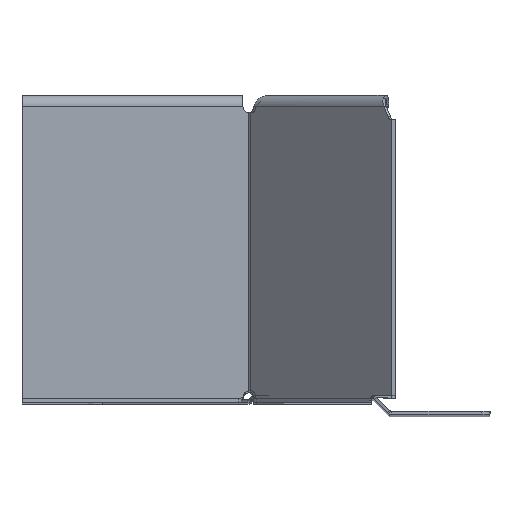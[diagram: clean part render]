
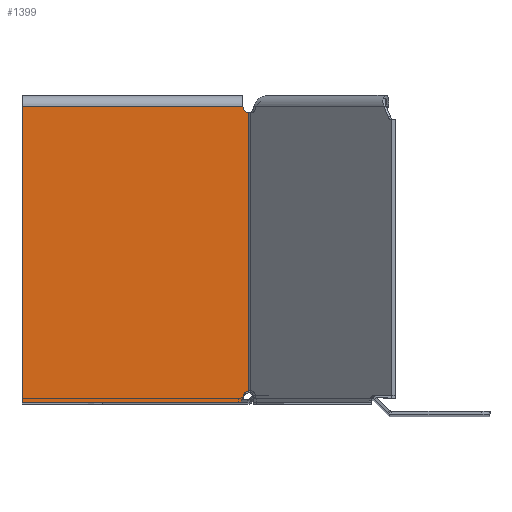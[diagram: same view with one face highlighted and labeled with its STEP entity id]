
A CAD part, top view. The second image highlights one B-rep face of the part: STEP entity #1399.
In plain terms, the highlighted face is planar.
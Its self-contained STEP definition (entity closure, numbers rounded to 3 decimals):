
#36 = ORIENTED_EDGE ( 'NONE', *, *, #1089, .F. ) ;
#56 = ORIENTED_EDGE ( 'NONE', *, *, #4253, .F. ) ;
#77 = VERTEX_POINT ( 'NONE', #4221 ) ;
#163 = CARTESIAN_POINT ( 'NONE',  ( -79.049, 3.985, -6.75 ) ) ;
#341 = CARTESIAN_POINT ( 'NONE',  ( -79.187, 101., -6.75 ) ) ;
#509 = CARTESIAN_POINT ( 'NONE',  ( -78.98, 101.031, -6.75 ) ) ;
#510 = DIRECTION ( 'NONE',  ( -1., 0., 0. ) ) ;
#572 = EDGE_CURVE ( 'NONE', #5702, #1265, #5227, .T. ) ;
#687 = CARTESIAN_POINT ( 'NONE',  ( -79.35, 1.75, -6.75 ) ) ;
#689 = EDGE_CURVE ( 'NONE', #3022, #77, #5158, .T. ) ;
#700 = AXIS2_PLACEMENT_3D ( 'NONE', #5175, #5564, #2905 ) ;
#825 = CARTESIAN_POINT ( 'NONE',  ( -77.1, 1.75, -6.75 ) ) ;
#883 = CARTESIAN_POINT ( 'NONE',  ( 0., 1.75, -6.75 ) ) ;
#1069 = LINE ( 'NONE', #2066, #4897 ) ;
#1089 = EDGE_CURVE ( 'NONE', #3242, #77, #1069, .T. ) ;
#1106 = CARTESIAN_POINT ( 'NONE',  ( -76.442, 0.304, -6.75 ) ) ;
#1265 = VERTEX_POINT ( 'NONE', #1304 ) ;
#1301 = ORIENTED_EDGE ( 'NONE', *, *, #4150, .F. ) ;
#1304 = CARTESIAN_POINT ( 'NONE',  ( -76.361, 0., -6.75 ) ) ;
#1311 = CARTESIAN_POINT ( 'NONE',  ( -79.187, 4., -6.75 ) ) ;
#1351 = VERTEX_POINT ( 'NONE', #5425 ) ;
#1399 = ADVANCED_FACE ( 'NONE', ( #2791 ), #2303, .F. ) ;
#1405 = ORIENTED_EDGE ( 'NONE', *, *, #2405, .T. ) ;
#1523 = DIRECTION ( 'NONE',  ( 0., -1., 0. ) ) ;
#1542 = VECTOR ( 'NONE', #3081, 1000. ) ;
#1609 = DIRECTION ( 'NONE',  ( 0., 1., 0. ) ) ;
#1902 = CIRCLE ( 'NONE', #2166, 2.25 ) ;
#1963 = CARTESIAN_POINT ( 'NONE',  ( -79.118, 4., -6.75 ) ) ;
#2066 = CARTESIAN_POINT ( 'NONE',  ( -79.187, 0., -6.75 ) ) ;
#2148 = CARTESIAN_POINT ( 'NONE',  ( 0., 1.75, -6.75 ) ) ;
#2163 = ORIENTED_EDGE ( 'NONE', *, *, #5516, .F. ) ;
#2166 = AXIS2_PLACEMENT_3D ( 'NONE', #687, #2477, #1609 ) ;
#2198 = CARTESIAN_POINT ( 'NONE',  ( 0., 0., -6.75 ) ) ;
#2225 = EDGE_LOOP ( 'NONE', ( #2755, #2916, #36, #56, #2163, #4985, #1301, #2680, #1405, #2797 ) ) ;
#2237 = EDGE_CURVE ( 'NONE', #3022, #5702, #1902, .T. ) ;
#2303 = PLANE ( 'NONE',  #4247 ) ;
#2405 = EDGE_CURVE ( 'NONE', #1351, #1265, #2644, .T. ) ;
#2477 = DIRECTION ( 'NONE',  ( 0., 0., -1. ) ) ;
#2603 = LINE ( 'NONE', #4118, #5661 ) ;
#2644 = LINE ( 'NONE', #2994, #1542 ) ;
#2680 = ORIENTED_EDGE ( 'NONE', *, *, #3050, .T. ) ;
#2755 = ORIENTED_EDGE ( 'NONE', *, *, #2237, .F. ) ;
#2791 = FACE_OUTER_BOUND ( 'NONE', #2225, .T. ) ;
#2797 = ORIENTED_EDGE ( 'NONE', *, *, #572, .F. ) ;
#2867 = CARTESIAN_POINT ( 'NONE',  ( -76.949, 1.47, -6.75 ) ) ;
#2905 = DIRECTION ( 'NONE',  ( 0., 1., 0. ) ) ;
#2916 = ORIENTED_EDGE ( 'NONE', *, *, #689, .T. ) ;
#2994 = CARTESIAN_POINT ( 'NONE',  ( -206.54, 0., -6.75 ) ) ;
#3022 = VERTEX_POINT ( 'NONE', #3617 ) ;
#3050 = EDGE_CURVE ( 'NONE', #3879, #1351, #3110, .T. ) ;
#3081 = DIRECTION ( 'NONE',  ( -1., 0., 0. ) ) ;
#3110 = LINE ( 'NONE', #883, #4818 ) ;
#3200 = CARTESIAN_POINT ( 'NONE',  ( -79.118, 101., -6.75 ) ) ;
#3242 = VERTEX_POINT ( 'NONE', #341 ) ;
#3307 = DIRECTION ( 'NONE',  ( 1., 0., 0. ) ) ;
#3367 = EDGE_CURVE ( 'NONE', #5820, #5009, #2603, .T. ) ;
#3610 = LINE ( 'NONE', #2198, #4643 ) ;
#3617 = CARTESIAN_POINT ( 'NONE',  ( -78.98, 3.969, -6.75 ) ) ;
#3678 = DIRECTION ( 'NONE',  ( 0., 0., 1. ) ) ;
#3701 = CARTESIAN_POINT ( 'NONE',  ( -79.187, 101., -6.75 ) ) ;
#3778 = CARTESIAN_POINT ( 'NONE',  ( -76.547, 0.606, -6.75 ) ) ;
#3836 = CARTESIAN_POINT ( 'NONE',  ( -76.8, 1.189, -6.75 ) ) ;
#3879 = VERTEX_POINT ( 'NONE', #2148 ) ;
#4066 = CARTESIAN_POINT ( 'NONE',  ( -206.54, 0., -6.75 ) ) ;
#4118 = CARTESIAN_POINT ( 'NONE',  ( -206.54, 103.25, -6.75 ) ) ;
#4150 = EDGE_CURVE ( 'NONE', #3879, #5009, #3610, .T. ) ;
#4205 = CARTESIAN_POINT ( 'NONE',  ( -78.98, 3.969, -6.75 ) ) ;
#4221 = CARTESIAN_POINT ( 'NONE',  ( -79.187, 4., -6.75 ) ) ;
#4230 = CARTESIAN_POINT ( 'NONE',  ( -76.361, 0., -6.75 ) ) ;
#4247 = AXIS2_PLACEMENT_3D ( 'NONE', #4066, #3678, #510 ) ;
#4253 = EDGE_CURVE ( 'NONE', #5370, #3242, #4989, .T. ) ;
#4459 = CIRCLE ( 'NONE', #700, 2.25 ) ;
#4638 = CARTESIAN_POINT ( 'NONE',  ( 0., 103.25, -6.75 ) ) ;
#4643 = VECTOR ( 'NONE', #5417, 1000. ) ;
#4818 = VECTOR ( 'NONE', #5766, 1000. ) ;
#4897 = VECTOR ( 'NONE', #1523, 1000. ) ;
#4975 = CARTESIAN_POINT ( 'NONE',  ( -77.1, 103.25, -6.75 ) ) ;
#4985 = ORIENTED_EDGE ( 'NONE', *, *, #3367, .T. ) ;
#4989 = B_SPLINE_CURVE_WITH_KNOTS ( 'NONE', 3,
 ( #5589, #5063, #3200, #3701 ),
 .UNSPECIFIED., .F., .F.,
 ( 4, 4 ),
 ( 0., 0. ),
 .UNSPECIFIED. ) ;
#5009 = VERTEX_POINT ( 'NONE', #4638 ) ;
#5063 = CARTESIAN_POINT ( 'NONE',  ( -79.049, 101.015, -6.75 ) ) ;
#5158 = B_SPLINE_CURVE_WITH_KNOTS ( 'NONE', 3,
 ( #4205, #163, #1963, #1311 ),
 .UNSPECIFIED., .F., .F.,
 ( 4, 4 ),
 ( 0., 0. ),
 .UNSPECIFIED. ) ;
#5175 = CARTESIAN_POINT ( 'NONE',  ( -79.35, 103.25, -6.75 ) ) ;
#5227 = B_SPLINE_CURVE_WITH_KNOTS ( 'NONE', 3,
 ( #5609, #2867, #3836, #3778, #1106, #4230 ),
 .UNSPECIFIED., .F., .F.,
 ( 4, 2, 4 ),
 ( 0.001, 0.002, 0.003 ),
 .UNSPECIFIED. ) ;
#5370 = VERTEX_POINT ( 'NONE', #509 ) ;
#5417 = DIRECTION ( 'NONE',  ( 0., 1., 0. ) ) ;
#5425 = CARTESIAN_POINT ( 'NONE',  ( 0., 0., -6.75 ) ) ;
#5516 = EDGE_CURVE ( 'NONE', #5820, #5370, #4459, .T. ) ;
#5564 = DIRECTION ( 'NONE',  ( 0., 0., -1. ) ) ;
#5589 = CARTESIAN_POINT ( 'NONE',  ( -78.98, 101.031, -6.75 ) ) ;
#5609 = CARTESIAN_POINT ( 'NONE',  ( -77.1, 1.75, -6.75 ) ) ;
#5661 = VECTOR ( 'NONE', #3307, 1000. ) ;
#5702 = VERTEX_POINT ( 'NONE', #825 ) ;
#5766 = DIRECTION ( 'NONE',  ( 0., -1., 0. ) ) ;
#5820 = VERTEX_POINT ( 'NONE', #4975 ) ;
